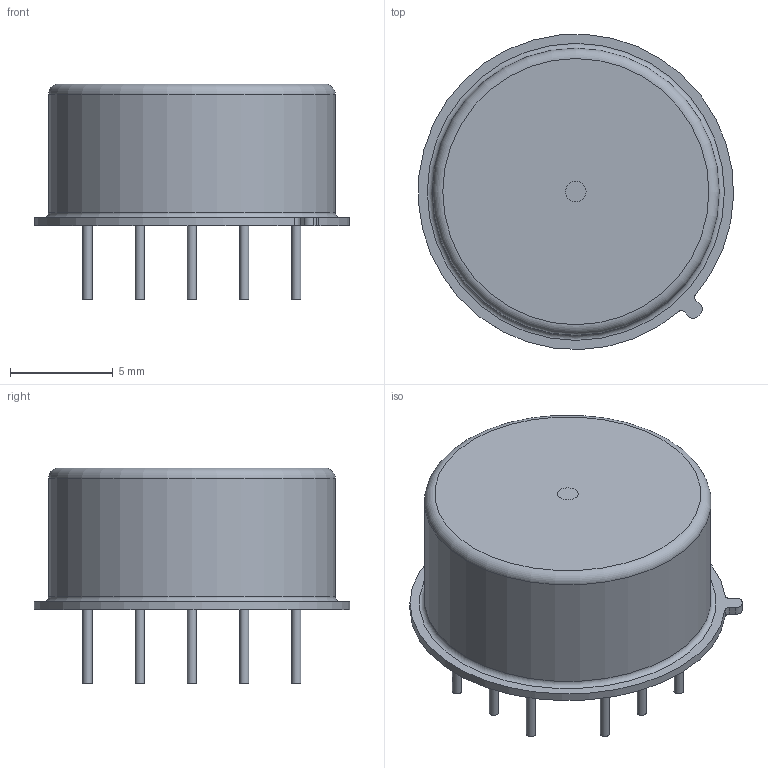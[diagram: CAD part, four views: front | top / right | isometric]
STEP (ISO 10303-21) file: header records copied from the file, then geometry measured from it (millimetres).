
FILE_DESCRIPTION(/* description */ (''),/* implementation_level */ '2;1');
FILE_NAME(/* name */ 'HEIMANN_HVS-VAC-03G.stp',/* time_stamp */ '2017-03-17T11:26:19+01:00',/* author */ ('riccim'),/* organization */ ('SolidWorks'),/* preprocessor_version */ 'ST-DEVELOPER v16.1',/* originating_system */ 'AutoCAD Mechanical',/* authorisation */ ' ');
FILE_SCHEMA (('AUTOMOTIVE_DESIGN { 1 0 10303 214 3 1 1 }'));
Length unit declared in the file: millimetre
Products named in the file (1): Product
Bounding box: 15.33 x 15.33 x 10.5 mm (x, y, z)
Volume: 1072.9 mm3; surface area: 731.4 mm2
Topology: 14 solids, 14 shells, 55 faces, 73 edges, 48 vertices
Faces by surface type: plane 33, cylinder 20, torus 2
Full cylindrical faces by diameter (mm): 0.45 x12, 1 x2, 13.95 x1
Entity records: 1094 total; most frequent: DIRECTION 210, CARTESIAN_POINT 160, ORIENTED_EDGE 112, AXIS2_PLACEMENT_3D 98, EDGE_LOOP 74, EDGE_CURVE 56, FACE_OUTER_BOUND 55, ADVANCED_FACE 55
